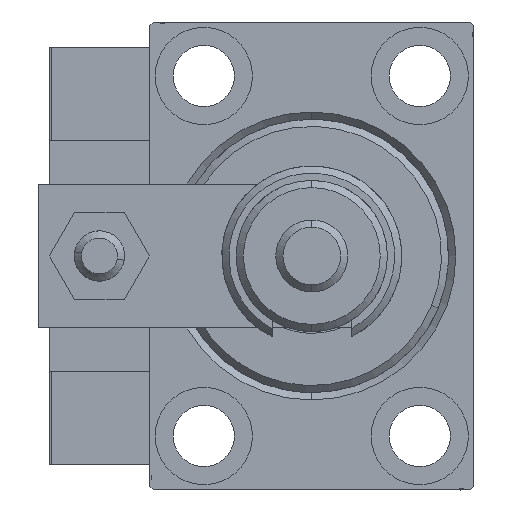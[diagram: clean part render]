
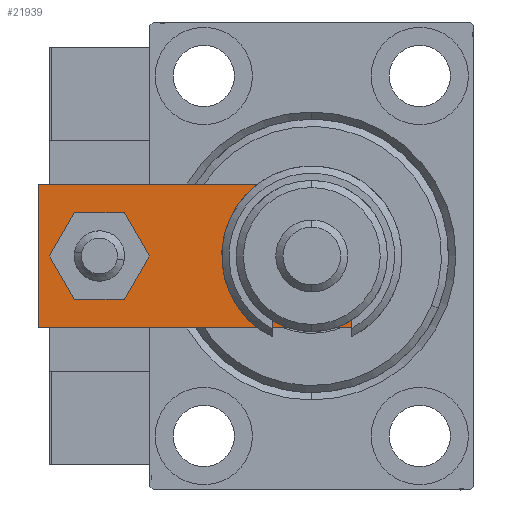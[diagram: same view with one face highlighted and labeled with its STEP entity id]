
A CAD part, left-side view. The second image highlights one B-rep face of the part: STEP entity #21939.
In plain terms, the highlighted face is planar.
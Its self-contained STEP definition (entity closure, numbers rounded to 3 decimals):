
#73 = CARTESIAN_POINT ( 'NONE',  ( 0., 39.5, 6. ) ) ;
#984 = CIRCLE ( 'NONE', #2725, 4. ) ;
#1428 = CARTESIAN_POINT ( 'NONE',  ( 0., 39.5, 6. ) ) ;
#2268 = DIRECTION ( 'NONE',  ( 0., 1., 0. ) ) ;
#2725 = AXIS2_PLACEMENT_3D ( 'NONE', #1428, #9310, #38423 ) ;
#2768 = FACE_BOUND ( 'NONE', #20424, .T. ) ;
#3350 = DIRECTION ( 'NONE',  ( 0., -1., 0. ) ) ;
#3748 = VERTEX_POINT ( 'NONE', #48346 ) ;
#4346 = CARTESIAN_POINT ( 'NONE',  ( -4., 39.5, 6. ) ) ;
#5108 = CARTESIAN_POINT ( 'NONE',  ( 7.25, 10., 6. ) ) ;
#6020 = ORIENTED_EDGE ( 'NONE', *, *, #42328, .T. ) ;
#6134 = VECTOR ( 'NONE', #3350, 1000. ) ;
#6536 = CARTESIAN_POINT ( 'NONE',  ( -10., 4.24, 6. ) ) ;
#6578 = FACE_BOUND ( 'NONE', #25671, .T. ) ;
#6842 = FACE_OUTER_BOUND ( 'NONE', #43171, .T. ) ;
#6845 = AXIS2_PLACEMENT_3D ( 'NONE', #73, #41949, #13371 ) ;
#7069 = EDGE_CURVE ( 'NONE', #35130, #3748, #17231, .T. ) ;
#7171 = ORIENTED_EDGE ( 'NONE', *, *, #48212, .T. ) ;
#8941 = DIRECTION ( 'NONE',  ( 1., 0., 0. ) ) ;
#9310 = DIRECTION ( 'NONE',  ( 0., 0., 1. ) ) ;
#11330 = VERTEX_POINT ( 'NONE', #50191 ) ;
#11340 = CARTESIAN_POINT ( 'NONE',  ( -5.76, 0., 6. ) ) ;
#11810 = EDGE_CURVE ( 'NONE', #11330, #37895, #48759, .T. ) ;
#12076 = DIRECTION ( 'NONE',  ( 0.707, -0.707, 0. ) ) ;
#12497 = AXIS2_PLACEMENT_3D ( 'NONE', #27251, #35939, #40294 ) ;
#13371 = DIRECTION ( 'NONE',  ( 1., 0., 0. ) ) ;
#13382 = EDGE_CURVE ( 'NONE', #23991, #34238, #42585, .T. ) ;
#14262 = CIRCLE ( 'NONE', #31703, 7.25 ) ;
#15776 = EDGE_CURVE ( 'NONE', #3748, #35130, #984, .T. ) ;
#17030 = DIRECTION ( 'NONE',  ( 1., 0., 0. ) ) ;
#17231 = CIRCLE ( 'NONE', #6845, 4. ) ;
#17571 = LINE ( 'NONE', #49949, #25960 ) ;
#18840 = CARTESIAN_POINT ( 'NONE',  ( 10., 0., 6. ) ) ;
#20424 = EDGE_LOOP ( 'NONE', ( #28811, #31163 ) ) ;
#21655 = DIRECTION ( 'NONE',  ( 0.707, 0.707, 0. ) ) ;
#21939 = ADVANCED_FACE ( 'NONE', ( #6578, #6842, #2768 ), #26982, .T. ) ;
#22286 = CARTESIAN_POINT ( 'NONE',  ( 10., 48., 6. ) ) ;
#22722 = ORIENTED_EDGE ( 'NONE', *, *, #15776, .F. ) ;
#23269 = LINE ( 'NONE', #43943, #33000 ) ;
#23311 = CARTESIAN_POINT ( 'NONE',  ( 5.76, 0., 6. ) ) ;
#23473 = CARTESIAN_POINT ( 'NONE',  ( 0., 10., 6. ) ) ;
#23991 = VERTEX_POINT ( 'NONE', #51678 ) ;
#24324 = VERTEX_POINT ( 'NONE', #11340 ) ;
#24693 = CARTESIAN_POINT ( 'NONE',  ( 10., 48., 6. ) ) ;
#25479 = CARTESIAN_POINT ( 'NONE',  ( 2.88, -2.88, 6. ) ) ;
#25671 = EDGE_LOOP ( 'NONE', ( #50832, #22722 ) ) ;
#25960 = VECTOR ( 'NONE', #17030, 1000. ) ;
#26982 = PLANE ( 'NONE',  #12497 ) ;
#27251 = CARTESIAN_POINT ( 'NONE',  ( 0., 0., 6. ) ) ;
#27803 = DIRECTION ( 'NONE',  ( 1., 0., 0. ) ) ;
#28811 = ORIENTED_EDGE ( 'NONE', *, *, #13382, .F. ) ;
#29155 = VECTOR ( 'NONE', #42960, 1000. ) ;
#29293 = ORIENTED_EDGE ( 'NONE', *, *, #49691, .T. ) ;
#29727 = VERTEX_POINT ( 'NONE', #24693 ) ;
#29877 = CARTESIAN_POINT ( 'NONE',  ( 0., 10., 6. ) ) ;
#29921 = LINE ( 'NONE', #22286, #29155 ) ;
#30904 = EDGE_CURVE ( 'NONE', #37895, #24324, #23269, .T. ) ;
#31163 = ORIENTED_EDGE ( 'NONE', *, *, #48221, .F. ) ;
#31527 = CARTESIAN_POINT ( 'NONE',  ( 10., 4.24, 6. ) ) ;
#31703 = AXIS2_PLACEMENT_3D ( 'NONE', #23473, #48205, #27803 ) ;
#33000 = VECTOR ( 'NONE', #12076, 1000. ) ;
#33065 = ORIENTED_EDGE ( 'NONE', *, *, #30904, .T. ) ;
#34238 = VERTEX_POINT ( 'NONE', #5108 ) ;
#35130 = VERTEX_POINT ( 'NONE', #4346 ) ;
#35700 = LINE ( 'NONE', #18840, #37725 ) ;
#35939 = DIRECTION ( 'NONE',  ( 0., 0., 1. ) ) ;
#37447 = VECTOR ( 'NONE', #21655, 1000. ) ;
#37725 = VECTOR ( 'NONE', #2268, 1000. ) ;
#37895 = VERTEX_POINT ( 'NONE', #6536 ) ;
#38282 = EDGE_CURVE ( 'NONE', #53195, #52813, #49948, .T. ) ;
#38423 = DIRECTION ( 'NONE',  ( 1., 0., 0. ) ) ;
#38631 = ORIENTED_EDGE ( 'NONE', *, *, #11810, .T. ) ;
#40085 = CARTESIAN_POINT ( 'NONE',  ( -10., 48., 6. ) ) ;
#40294 = DIRECTION ( 'NONE',  ( 1., 0., 0. ) ) ;
#41949 = DIRECTION ( 'NONE',  ( 0., 0., 1. ) ) ;
#42328 = EDGE_CURVE ( 'NONE', #24324, #53195, #17571, .T. ) ;
#42585 = CIRCLE ( 'NONE', #46051, 7.25 ) ;
#42960 = DIRECTION ( 'NONE',  ( -1., 0., 0. ) ) ;
#43171 = EDGE_LOOP ( 'NONE', ( #38631, #33065, #6020, #46451, #7171, #29293 ) ) ;
#43175 = DIRECTION ( 'NONE',  ( 0., 0., 1. ) ) ;
#43943 = CARTESIAN_POINT ( 'NONE',  ( -2.88, -2.88, 6. ) ) ;
#46051 = AXIS2_PLACEMENT_3D ( 'NONE', #29877, #43175, #8941 ) ;
#46451 = ORIENTED_EDGE ( 'NONE', *, *, #38282, .T. ) ;
#48205 = DIRECTION ( 'NONE',  ( 0., 0., 1. ) ) ;
#48212 = EDGE_CURVE ( 'NONE', #52813, #29727, #35700, .T. ) ;
#48221 = EDGE_CURVE ( 'NONE', #34238, #23991, #14262, .T. ) ;
#48346 = CARTESIAN_POINT ( 'NONE',  ( 4., 39.5, 6. ) ) ;
#48759 = LINE ( 'NONE', #40085, #6134 ) ;
#49691 = EDGE_CURVE ( 'NONE', #29727, #11330, #29921, .T. ) ;
#49948 = LINE ( 'NONE', #25479, #37447 ) ;
#49949 = CARTESIAN_POINT ( 'NONE',  ( -10., 0., 6. ) ) ;
#50191 = CARTESIAN_POINT ( 'NONE',  ( -10., 48., 6. ) ) ;
#50832 = ORIENTED_EDGE ( 'NONE', *, *, #7069, .F. ) ;
#51678 = CARTESIAN_POINT ( 'NONE',  ( -7.25, 10., 6. ) ) ;
#52813 = VERTEX_POINT ( 'NONE', #31527 ) ;
#53195 = VERTEX_POINT ( 'NONE', #23311 ) ;
